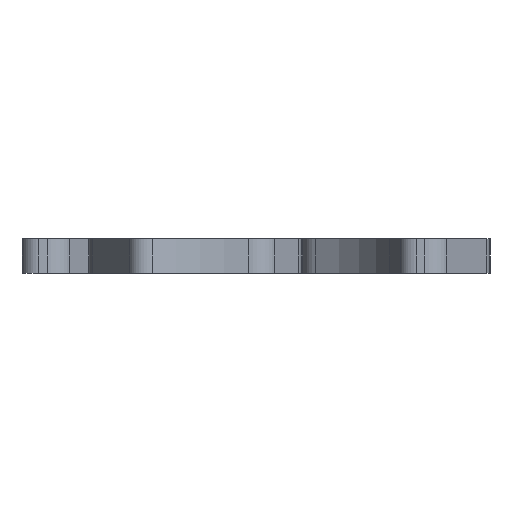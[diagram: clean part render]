
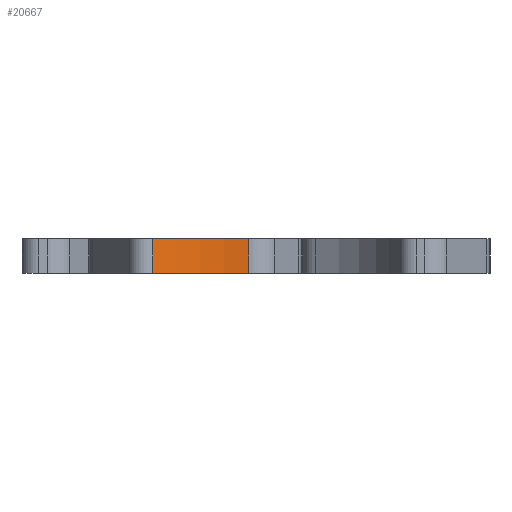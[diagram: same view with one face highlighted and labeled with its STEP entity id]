
A CAD part, left-side view. The second image highlights one B-rep face of the part: STEP entity #20667.
In plain terms, the highlighted cylindrical face has radius 19.913 mm (diameter 39.826 mm), a partial arc.
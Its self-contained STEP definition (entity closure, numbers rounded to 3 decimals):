
#315=CYLINDRICAL_SURFACE('',#21993,19.913);
#650=CIRCLE('',#21902,19.913);
#663=CIRCLE('',#21994,19.913);
#1636=FACE_OUTER_BOUND('',#2738,.T.);
#2738=EDGE_LOOP('',(#18128,#18129,#18130,#18131));
#5159=LINE('',#32716,#7757);
#5160=LINE('',#32720,#7758);
#7757=VECTOR('',#26774,10.);
#7758=VECTOR('',#26779,10.);
#9643=VERTEX_POINT('',#32254);
#9644=VERTEX_POINT('',#32256);
#9791=VERTEX_POINT('',#32714);
#9792=VERTEX_POINT('',#32718);
#12408=EDGE_CURVE('',#9643,#9644,#650,.T.);
#12642=EDGE_CURVE('',#9791,#9644,#5159,.T.);
#12643=EDGE_CURVE('',#9791,#9792,#663,.T.);
#12644=EDGE_CURVE('',#9792,#9643,#5160,.T.);
#18128=ORIENTED_EDGE('',*,*,#12643,.F.);
#18129=ORIENTED_EDGE('',*,*,#12642,.T.);
#18130=ORIENTED_EDGE('',*,*,#12408,.F.);
#18131=ORIENTED_EDGE('',*,*,#12644,.F.);
#20667=ADVANCED_FACE('',(#1636),#315,.F.);
#21902=AXIS2_PLACEMENT_3D('',#32257,#26371,#26372);
#21993=AXIS2_PLACEMENT_3D('',#32717,#26775,#26776);
#21994=AXIS2_PLACEMENT_3D('',#32719,#26777,#26778);
#26371=DIRECTION('center_axis',(0.,0.,-1.));
#26372=DIRECTION('ref_axis',(0.994,-0.106,0.));
#26774=DIRECTION('',(0.,0.,1.));
#26775=DIRECTION('center_axis',(0.,0.,1.));
#26776=DIRECTION('ref_axis',(0.994,-0.106,0.));
#26777=DIRECTION('center_axis',(0.,0.,1.));
#26778=DIRECTION('ref_axis',(0.994,-0.106,0.));
#26779=DIRECTION('',(0.,0.,1.));
#32254=CARTESIAN_POINT('',(-72.296,7.924,4.));
#32256=CARTESIAN_POINT('',(-70.307,-3.091,4.));
#32257=CARTESIAN_POINT('Origin',(-90.108,-0.979,4.));
#32714=CARTESIAN_POINT('',(-70.307,-3.091,0.));
#32716=CARTESIAN_POINT('',(-70.307,-3.091,0.));
#32717=CARTESIAN_POINT('Origin',(-90.108,-0.979,0.));
#32718=CARTESIAN_POINT('',(-72.296,7.924,0.));
#32719=CARTESIAN_POINT('Origin',(-90.108,-0.979,0.));
#32720=CARTESIAN_POINT('',(-72.296,7.924,0.));
